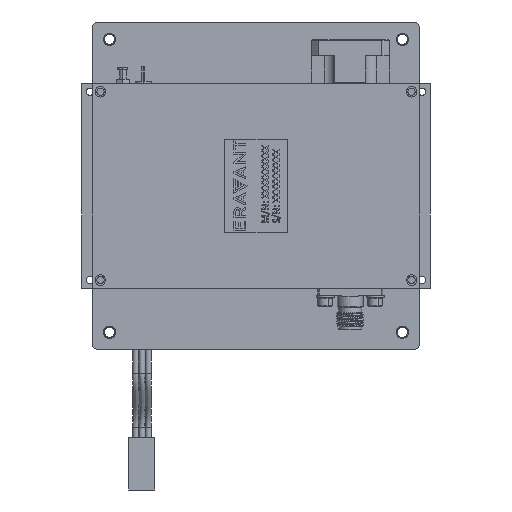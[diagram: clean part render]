
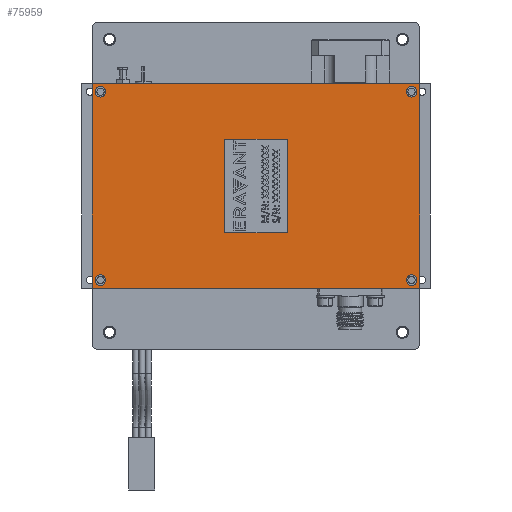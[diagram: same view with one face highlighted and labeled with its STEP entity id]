
A CAD part, left-side view. The second image highlights one B-rep face of the part: STEP entity #75959.
In plain terms, the highlighted planar face has unit normal (-1, 0, 0).
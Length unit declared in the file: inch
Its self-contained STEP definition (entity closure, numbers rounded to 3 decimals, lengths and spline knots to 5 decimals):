
#273 = AXIS2_PLACEMENT_3D ( 'NONE', #142663, #19437, #45555 ) ;
#1492 = EDGE_CURVE ( 'NONE', #28999, #78742, #166672, .T. ) ;
#5524 = ORIENTED_EDGE ( 'NONE', *, *, #63603, .F. ) ;
#9171 = VECTOR ( 'NONE', #97492, 39.37008 ) ;
#9344 = CARTESIAN_POINT ( 'NONE',  ( 0., 1.49606, -0.90551 ) ) ;
#9760 = CIRCLE ( 'NONE', #98750, 0.05118 ) ;
#11718 = DIRECTION ( 'NONE',  ( -1., 0., 0. ) ) ;
#12016 = DIRECTION ( 'NONE',  ( -1., 0., 0. ) ) ;
#12263 = VERTEX_POINT ( 'NONE', #34170 ) ;
#13860 = LINE ( 'NONE', #42621, #9171 ) ;
#19432 = CIRCLE ( 'NONE', #36647, 0.05118 ) ;
#19437 = DIRECTION ( 'NONE',  ( -1., 0., 0. ) ) ;
#21780 = EDGE_CURVE ( 'NONE', #153142, #113107, #105585, .T. ) ;
#21960 = FACE_OUTER_BOUND ( 'NONE', #83024, .T. ) ;
#25535 = AXIS2_PLACEMENT_3D ( 'NONE', #120975, #163188, #93968 ) ;
#25668 = VECTOR ( 'NONE', #120949, 39.37008 ) ;
#28999 = VERTEX_POINT ( 'NONE', #66365 ) ;
#29281 = ORIENTED_EDGE ( 'NONE', *, *, #97181, .F. ) ;
#31794 = ORIENTED_EDGE ( 'NONE', *, *, #48687, .F. ) ;
#34170 = CARTESIAN_POINT ( 'NONE',  ( 0., 1.49606, 0.85433 ) ) ;
#34526 = CARTESIAN_POINT ( 'NONE',  ( 0., 1.49606, 0.90551 ) ) ;
#34903 = VERTEX_POINT ( 'NONE', #116452 ) ;
#36647 = AXIS2_PLACEMENT_3D ( 'NONE', #34526, #144251, #75889 ) ;
#37318 = AXIS2_PLACEMENT_3D ( 'NONE', #164526, #110541, #42177 ) ;
#38260 = EDGE_CURVE ( 'NONE', #34903, #130801, #117348, .T. ) ;
#38705 = CARTESIAN_POINT ( 'NONE',  ( 0., -1.49606, -0.90551 ) ) ;
#38839 = DIRECTION ( 'NONE',  ( 0., 0., 1. ) ) ;
#40426 = ORIENTED_EDGE ( 'NONE', *, *, #113031, .F. ) ;
#42177 = DIRECTION ( 'NONE',  ( 0., 0., 1. ) ) ;
#42621 = CARTESIAN_POINT ( 'NONE',  ( 0., 1.5748, 0.98425 ) ) ;
#42904 = ORIENTED_EDGE ( 'NONE', *, *, #38260, .F. ) ;
#45386 = EDGE_LOOP ( 'NONE', ( #110814, #161647 ) ) ;
#45555 = DIRECTION ( 'NONE',  ( 0., 0., 1. ) ) ;
#47227 = VECTOR ( 'NONE', #111279, 39.37008 ) ;
#48687 = EDGE_CURVE ( 'NONE', #120640, #100929, #164049, .T. ) ;
#48884 = CIRCLE ( 'NONE', #37318, 0.05118 ) ;
#60240 = VERTEX_POINT ( 'NONE', #116200 ) ;
#60336 = CARTESIAN_POINT ( 'NONE',  ( 0., 1.49606, 0.95669 ) ) ;
#60533 = EDGE_CURVE ( 'NONE', #130801, #34903, #9760, .T. ) ;
#63603 = EDGE_CURVE ( 'NONE', #78742, #120640, #81650, .T. ) ;
#65723 = AXIS2_PLACEMENT_3D ( 'NONE', #136842, #82865, #38839 ) ;
#66365 = CARTESIAN_POINT ( 'NONE',  ( 0., 1.5748, 0.98425 ) ) ;
#71317 = CARTESIAN_POINT ( 'NONE',  ( 0., -1.5748, 0.98425 ) ) ;
#73320 = EDGE_CURVE ( 'NONE', #100929, #28999, #13860, .T. ) ;
#75889 = DIRECTION ( 'NONE',  ( 0., 0., 1. ) ) ;
#75959 = ADVANCED_FACE ( 'NONE', ( #172186, #103841, #90354, #145194, #21960 ), #162210, .T. ) ;
#78742 = VERTEX_POINT ( 'NONE', #122961 ) ;
#80219 = CARTESIAN_POINT ( 'NONE',  ( 0., 1.49606, -0.95669 ) ) ;
#81650 = LINE ( 'NONE', #97819, #47227 ) ;
#82865 = DIRECTION ( 'NONE',  ( -1., 0., 0. ) ) ;
#83024 = EDGE_LOOP ( 'NONE', ( #31794, #5524, #95619, #105934 ) ) ;
#83049 = DIRECTION ( 'NONE',  ( 0., -1., 0. ) ) ;
#87479 = EDGE_CURVE ( 'NONE', #12263, #177282, #19432, .T. ) ;
#90354 = FACE_BOUND ( 'NONE', #155324, .T. ) ;
#92947 = CARTESIAN_POINT ( 'NONE',  ( 0., -1.5748, -0.98425 ) ) ;
#93968 = DIRECTION ( 'NONE',  ( 0., 0., 1. ) ) ;
#95619 = ORIENTED_EDGE ( 'NONE', *, *, #1492, .F. ) ;
#97181 = EDGE_CURVE ( 'NONE', #60240, #164833, #48884, .T. ) ;
#97492 = DIRECTION ( 'NONE',  ( 0., 0., 1. ) ) ;
#97819 = CARTESIAN_POINT ( 'NONE',  ( 0., -1.5748, 0.98425 ) ) ;
#98750 = AXIS2_PLACEMENT_3D ( 'NONE', #108882, #109766, #164634 ) ;
#100929 = VERTEX_POINT ( 'NONE', #174364 ) ;
#103068 = CIRCLE ( 'NONE', #65723, 0.05118 ) ;
#103841 = FACE_BOUND ( 'NONE', #105533, .T. ) ;
#105533 = EDGE_LOOP ( 'NONE', ( #163026, #40426 ) ) ;
#105585 = CIRCLE ( 'NONE', #142797, 0.05118 ) ;
#105595 = DIRECTION ( 'NONE',  ( -1., 0., 0. ) ) ;
#105934 = ORIENTED_EDGE ( 'NONE', *, *, #73320, .F. ) ;
#108882 = CARTESIAN_POINT ( 'NONE',  ( 0., -1.49606, 0.90551 ) ) ;
#109766 = DIRECTION ( 'NONE',  ( -1., 0., 0. ) ) ;
#110006 = DIRECTION ( 'NONE',  ( 0., 0., 1. ) ) ;
#110541 = DIRECTION ( 'NONE',  ( -1., 0., 0. ) ) ;
#110814 = ORIENTED_EDGE ( 'NONE', *, *, #150786, .F. ) ;
#111279 = DIRECTION ( 'NONE',  ( 0., 0., -1. ) ) ;
#111554 = ORIENTED_EDGE ( 'NONE', *, *, #127526, .F. ) ;
#113031 = EDGE_CURVE ( 'NONE', #113107, #153142, #103068, .T. ) ;
#113107 = VERTEX_POINT ( 'NONE', #80219 ) ;
#116200 = CARTESIAN_POINT ( 'NONE',  ( 0., -1.49606, -0.85433 ) ) ;
#116452 = CARTESIAN_POINT ( 'NONE',  ( 0., -1.49606, 0.85433 ) ) ;
#117348 = CIRCLE ( 'NONE', #25535, 0.05118 ) ;
#120640 = VERTEX_POINT ( 'NONE', #92947 ) ;
#120949 = DIRECTION ( 'NONE',  ( 0., 1., 0. ) ) ;
#120975 = CARTESIAN_POINT ( 'NONE',  ( 0., -1.49606, 0.90551 ) ) ;
#120997 = CIRCLE ( 'NONE', #273, 0.05118 ) ;
#122961 = CARTESIAN_POINT ( 'NONE',  ( 0., -1.5748, 0.98425 ) ) ;
#127526 = EDGE_CURVE ( 'NONE', #164833, #60240, #174051, .T. ) ;
#130801 = VERTEX_POINT ( 'NONE', #153799 ) ;
#135345 = CARTESIAN_POINT ( 'NONE',  ( 0., 1.49606, -0.85433 ) ) ;
#135989 = CARTESIAN_POINT ( 'NONE',  ( 0., -1.49606, -0.95669 ) ) ;
#136842 = CARTESIAN_POINT ( 'NONE',  ( 0., 1.49606, -0.90551 ) ) ;
#142663 = CARTESIAN_POINT ( 'NONE',  ( 0., 1.49606, 0.90551 ) ) ;
#142797 = AXIS2_PLACEMENT_3D ( 'NONE', #9344, #105595, #174826 ) ;
#143228 = AXIS2_PLACEMENT_3D ( 'NONE', #163092, #12016, #110006 ) ;
#144251 = DIRECTION ( 'NONE',  ( -1., 0., 0. ) ) ;
#145194 = FACE_BOUND ( 'NONE', #45386, .T. ) ;
#148392 = VECTOR ( 'NONE', #83049, 39.37008 ) ;
#150786 = EDGE_CURVE ( 'NONE', #177282, #12263, #120997, .T. ) ;
#151062 = AXIS2_PLACEMENT_3D ( 'NONE', #38705, #11718, #175430 ) ;
#153142 = VERTEX_POINT ( 'NONE', #135345 ) ;
#153799 = CARTESIAN_POINT ( 'NONE',  ( 0., -1.49606, 0.95669 ) ) ;
#155324 = EDGE_LOOP ( 'NONE', ( #29281, #111554 ) ) ;
#161647 = ORIENTED_EDGE ( 'NONE', *, *, #87479, .F. ) ;
#162210 = PLANE ( 'NONE',  #143228 ) ;
#163026 = ORIENTED_EDGE ( 'NONE', *, *, #21780, .F. ) ;
#163092 = CARTESIAN_POINT ( 'NONE',  ( 0., 0., 0. ) ) ;
#163188 = DIRECTION ( 'NONE',  ( -1., 0., 0. ) ) ;
#164049 = LINE ( 'NONE', #177554, #25668 ) ;
#164526 = CARTESIAN_POINT ( 'NONE',  ( 0., -1.49606, -0.90551 ) ) ;
#164634 = DIRECTION ( 'NONE',  ( 0., 0., 1. ) ) ;
#164833 = VERTEX_POINT ( 'NONE', #135989 ) ;
#166672 = LINE ( 'NONE', #71317, #148392 ) ;
#172186 = FACE_BOUND ( 'NONE', #173433, .T. ) ;
#172480 = ORIENTED_EDGE ( 'NONE', *, *, #60533, .F. ) ;
#173433 = EDGE_LOOP ( 'NONE', ( #172480, #42904 ) ) ;
#174051 = CIRCLE ( 'NONE', #151062, 0.05118 ) ;
#174364 = CARTESIAN_POINT ( 'NONE',  ( 0., 1.5748, -0.98425 ) ) ;
#174826 = DIRECTION ( 'NONE',  ( 0., 0., 1. ) ) ;
#175430 = DIRECTION ( 'NONE',  ( 0., 0., 1. ) ) ;
#177282 = VERTEX_POINT ( 'NONE', #60336 ) ;
#177554 = CARTESIAN_POINT ( 'NONE',  ( 0., -1.5748, -0.98425 ) ) ;
